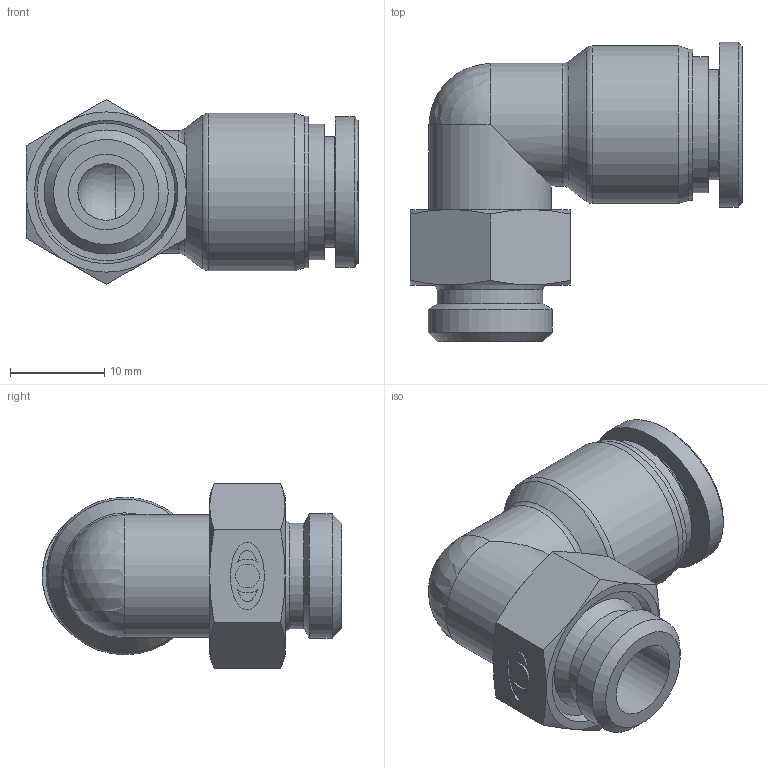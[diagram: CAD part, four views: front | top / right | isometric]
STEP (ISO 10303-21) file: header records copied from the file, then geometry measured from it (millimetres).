
FILE_DESCRIPTION((''),'2;1');
FILE_NAME('F-PL 10G02.stp','2020-12-01T18:20:56',('Administrator'),(''),'Autodesk Inventor 2013','Autodesk Inventor 2013','');
FILE_SCHEMA(('CONFIG_CONTROL_DESIGN'));
Length unit declared in the file: millimetre
Products named in the file (4): F-PL 10G02; F-PL 1002 BODY; F-SLEEVE 10(SUS); F-BODY G02(SUS) 
Assembly tree (3 placements, depth 2):
  F-PL 10G02
    F-PL 1002 BODY
    F-SLEEVE 10(SUS)
    F-BODY G02(SUS) 
Bounding box: 35.2 x 31.74 x 19.63 mm (x, y, z)
Volume: 5648.6 mm3; surface area: 4772 mm2
Topology: 3 solids, 3 shells, 266 faces, 675 edges, 441 vertices
Faces by surface type: plane 142, bspline 84, cone 20, cylinder 16, sphere 2, torus 2
Full cylindrical faces by diameter (mm): 2.516 x1, 6 x1, 8 x2, 10.15 x1, 10.2 x1, 11.2 x1, 11.7 x1, 13 x2, 13.157 x1, 14.4 x1, 16.05 x1, 16.7 x1
Entity records: 8162 total; most frequent: CARTESIAN_POINT 2339, ORIENTED_EDGE 1282, DIRECTION 891, EDGE_CURVE 641, VERTEX_POINT 434, VECTOR 395, LINE 395, EDGE_LOOP 325
